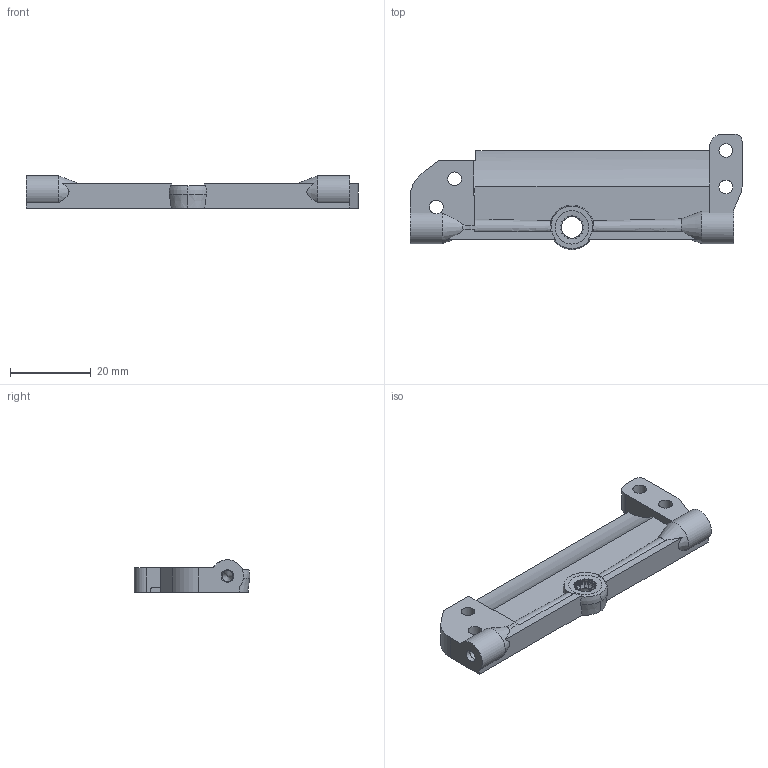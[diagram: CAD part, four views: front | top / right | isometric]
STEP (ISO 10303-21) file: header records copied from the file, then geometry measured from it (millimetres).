
FILE_DESCRIPTION(('FreeCAD Model'),'2;1');
FILE_NAME('Open CASCADE Shape Model','2024-07-12T09:42:34',(''),(''), 'Open CASCADE STEP processor 7.6','FreeCAD','Unknown');
FILE_SCHEMA(('AUTOMOTIVE_DESIGN { 1 0 10303 214 1 1 1 1 }'));
Length unit declared in the file: millimetre
Products named in the file (1): Pocket053032741
Bounding box: 82 x 28.5 x 8 mm (x, y, z)
Volume: 7169.1 mm3; surface area: 5248.4 mm2
Topology: 1 solids, 1 shells, 256 faces, 777 edges, 528 vertices
Faces by surface type: cylinder 96, plane 65, cone 52, revolution 36, sphere 7
Full cylindrical faces by diameter (mm): 0.2 x2, 2.7 x2, 3.4 x4, 6.3 x4
Entity records: 22008 total; most frequent: CARTESIAN_POINT 8154, DIRECTION 2272, ORIENTED_EDGE 1554, PCURVE 1554, DEFINITIONAL_REPRESENTATION 1554, B_SPLINE_CURVE_WITH_KNOTS 859, EDGE_CURVE 777, LINE 759
